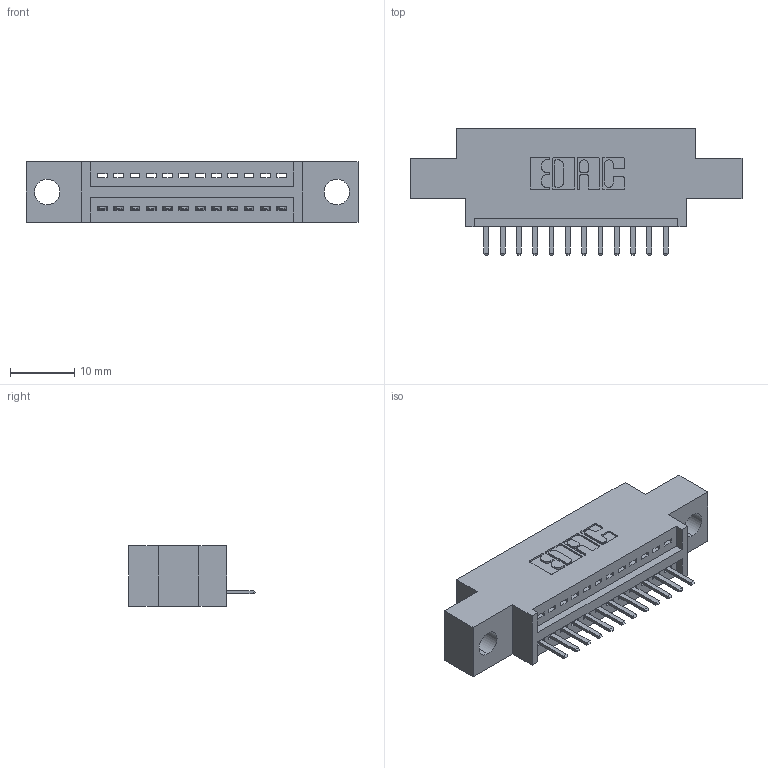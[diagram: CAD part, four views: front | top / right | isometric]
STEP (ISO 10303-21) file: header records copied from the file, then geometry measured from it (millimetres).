
FILE_DESCRIPTION (( 'STEP AP203' ), '1' );
FILE_NAME ('345-012-520-604.STEP', '2019-10-04T01:04:56', ( '' ), ( '' ), 'SwSTEP 2.0', 'SolidWorks 2016', '' );
FILE_SCHEMA (( 'CONFIG_CONTROL_DESIGN' ));
Length unit declared in the file: inch
Products named in the file (3): 345-012-520-604; 345-292-001_345-293-120; 345 Part_0.170 Offset - 0.156 Dia-TH
Assembly tree (13 placements, depth 2):
  345-012-520-604
    345 Part_0.170 Offset - 0.156 Dia-TH
    345-292-001_345-293-120  x12
Bounding box: 51.69 x 19.68 x 9.4 mm (x, y, z)
Volume: 4428 mm3; surface area: 5299 mm2
Topology: 13 solids, 13 shells, 874 faces, 2561 edges, 1674 vertices
Faces by surface type: plane 588, cylinder 286
Entity records: 13319 total; most frequent: CARTESIAN_POINT 2328, ORIENTED_EDGE 2262, DIRECTION 2063, EDGE_CURVE 1131, LINE 947, VECTOR 947, VERTEX_POINT 750, AXIS2_PLACEMENT_3D 558
